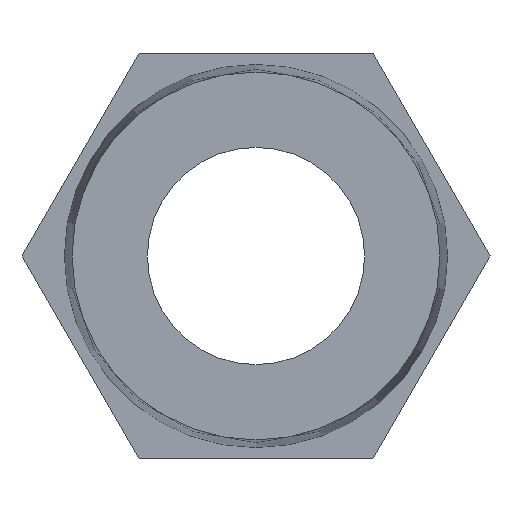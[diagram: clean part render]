
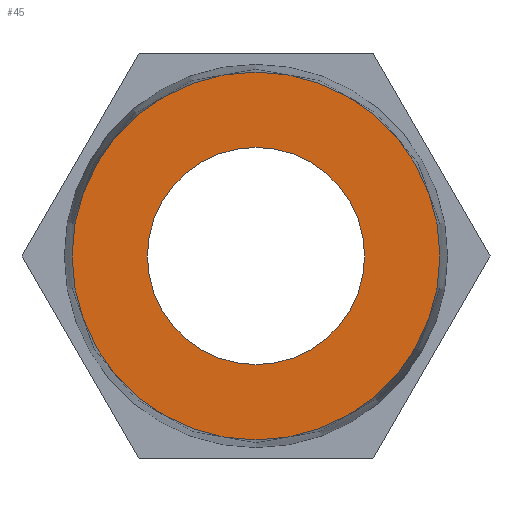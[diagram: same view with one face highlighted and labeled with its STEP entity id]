
A CAD part, front view. The second image highlights one B-rep face of the part: STEP entity #45.
In plain terms, the highlighted planar face has unit normal (0, -1, 0).
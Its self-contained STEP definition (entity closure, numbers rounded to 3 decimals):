
#45 = ADVANCED_FACE( '', ( #93, #94 ), #95, .T. );
#93 = FACE_BOUND( '', #146, .T. );
#94 = FACE_OUTER_BOUND( '', #147, .T. );
#95 = PLANE( '', #148 );
#146 = EDGE_LOOP( '', ( #215 ) );
#147 = EDGE_LOOP( '', ( #216 ) );
#148 = AXIS2_PLACEMENT_3D( '', #217, #218, #219 );
#215 = ORIENTED_EDGE( '', *, *, #299, .T. );
#216 = ORIENTED_EDGE( '', *, *, #300, .T. );
#217 = CARTESIAN_POINT( '', ( 0., -17., 0. ) );
#218 = DIRECTION( '', ( 0., -1., 0. ) );
#219 = DIRECTION( '', ( 0., 0., -1. ) );
#299 = EDGE_CURVE( '', #348, #348, #349, .F. );
#300 = EDGE_CURVE( '', #350, #350, #351, .T. );
#348 = VERTEX_POINT( '', #417 );
#349 = CIRCLE( '', #418, 7.5 );
#350 = VERTEX_POINT( '', #419 );
#351 = CIRCLE( '', #420, 12.705 );
#417 = CARTESIAN_POINT( '', ( 0., -17., -7.5 ) );
#418 = AXIS2_PLACEMENT_3D( '', #461, #462, #463 );
#419 = CARTESIAN_POINT( '', ( 0., -17., -12.705 ) );
#420 = AXIS2_PLACEMENT_3D( '', #464, #465, #466 );
#461 = CARTESIAN_POINT( '', ( 0., -17., 0. ) );
#462 = DIRECTION( '', ( 0., -1., 0. ) );
#463 = DIRECTION( '', ( 0., 0., -1. ) );
#464 = CARTESIAN_POINT( '', ( 0., -17., 0. ) );
#465 = DIRECTION( '', ( 0., -1., 0. ) );
#466 = DIRECTION( '', ( 0., 0., -1. ) );
